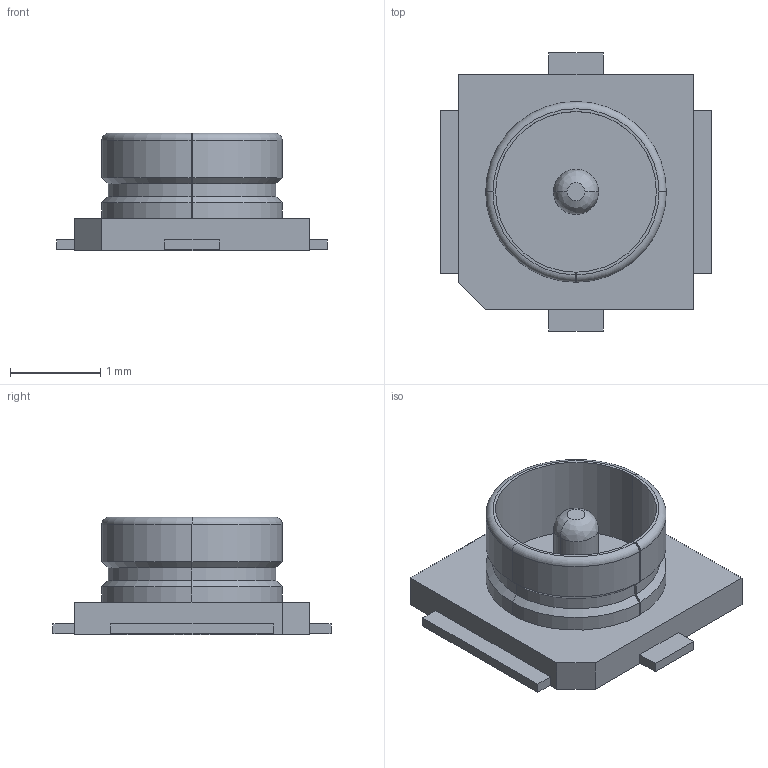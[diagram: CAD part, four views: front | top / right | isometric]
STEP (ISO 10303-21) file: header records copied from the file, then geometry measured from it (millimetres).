
FILE_DESCRIPTION(('STEP AP242'),'1');
FILE_NAME('73412-0110.stp','2021-01-25T13:17:38',('TraceParts'),('TraceParts S.A.'),'Spatial InterOp 3D',' ',' ');
FILE_SCHEMA(('AP242_MANAGED_MODEL_BASED_3D_ENGINEERING_MIM_LF {1 0 10303 442 1 1 4}'));
Length unit declared in the file: millimetre
Products named in the file (1): 73412-0110_1
Bounding box: 3 x 3.08 x 1.3 mm (x, y, z)
Volume: 3.2 mm3; surface area: 32.1 mm2
Topology: 1 solids, 1 shells, 89 faces, 246 edges, 178 vertices
Faces by surface type: plane 55, cylinder 21, cone 6, torus 5, bspline 2
Entity records: 2879 total; most frequent: CARTESIAN_POINT 565, DIRECTION 473, ORIENTED_EDGE 460, EDGE_CURVE 230, LINE 185, VECTOR 185, VERTEX_POINT 146, AXIS2_PLACEMENT_3D 144
